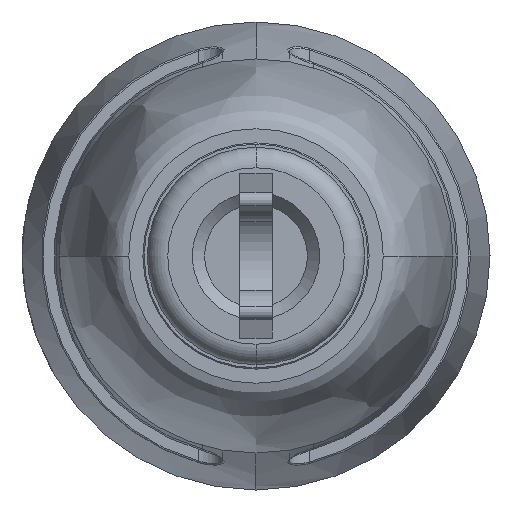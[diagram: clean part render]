
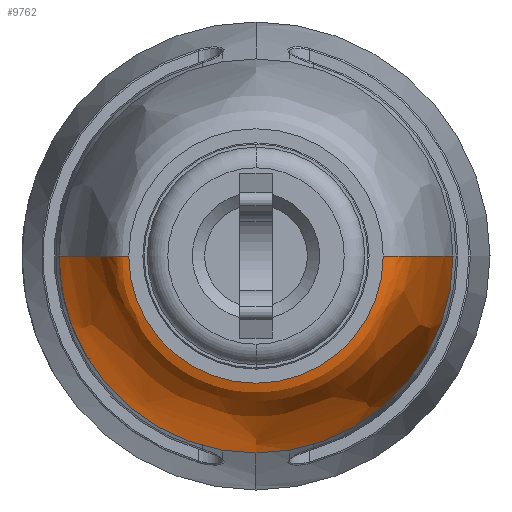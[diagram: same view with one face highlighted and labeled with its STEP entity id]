
A CAD part, left-side view. The second image highlights one B-rep face of the part: STEP entity #9762.
In plain terms, the highlighted free-form (B-spline) face has degree [3, 3] with [6, 4] control points.
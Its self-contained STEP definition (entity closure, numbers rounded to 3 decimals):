
#279 = CARTESIAN_POINT ( 'NONE',  ( 4.822, 3.71, 0. ) ) ;
#676 = CARTESIAN_POINT ( 'NONE',  ( 6.753, 4.294, 0. ) ) ;
#882 = ORIENTED_EDGE ( 'NONE', *, *, #5908, .T. ) ;
#1115 =( BOUNDED_SURFACE ( )  B_SPLINE_SURFACE ( 3, 3, ( 
 ( #18812, #18676, #27907, #31115 ),
 ( #41203, #15646, #28044, #41073 ),
 ( #28183, #31526, #28323, #2740 ),
 ( #34613, #5912, #40640, #9112 ),
 ( #21906, #22054, #3007, #8965 ),
 ( #37531, #31256, #15513, #8830 ) ),
 .UNSPECIFIED., .F., .F., .F. ) 
 B_SPLINE_SURFACE_WITH_KNOTS ( ( 4, 1, 1, 4 ),
 ( 4, 4 ),
 ( 0., 0.429, 0.529, 1. ),
 ( 0., 1. ),
 .UNSPECIFIED. ) 
 GEOMETRIC_REPRESENTATION_ITEM ( )  RATIONAL_B_SPLINE_SURFACE ( (
 ( 1., 0.333, 0.333, 1.),
 ( 1., 0.333, 0.333, 1.),
 ( 1., 0.333, 0.333, 1.),
 ( 1., 0.333, 0.333, 1.),
 ( 1., 0.333, 0.333, 1.),
 ( 1., 0.333, 0.333, 1.) ) ) 
 REPRESENTATION_ITEM ( '' )  SURFACE ( )  );
#1915 = CARTESIAN_POINT ( 'NONE',  ( 13.822, -4.8, 0. ) ) ;
#2314 = EDGE_CURVE ( 'NONE', #7120, #33811, #4591, .T. ) ;
#2487 = DIRECTION ( 'NONE',  ( 0., 0., 1. ) ) ;
#2740 = CARTESIAN_POINT ( 'NONE',  ( 10.153, -4.759, 0. ) ) ;
#3007 = CARTESIAN_POINT ( 'NONE',  ( 4.822, -3.71, -7.421 ) ) ;
#3494 = DIRECTION ( 'NONE',  ( -1., 0., 0. ) ) ;
#4591 = CIRCLE ( 'NONE', #33851, 4.8 ) ;
#5908 = EDGE_CURVE ( 'NONE', #14330, #26268, #27631, .T. ) ;
#5912 = CARTESIAN_POINT ( 'NONE',  ( 6.753, 4.294, -8.588 ) ) ;
#6237 = CARTESIAN_POINT ( 'NONE',  ( 4.822, -3.1, 0. ) ) ;
#6776 = CARTESIAN_POINT ( 'NONE',  ( 13.822, 4.8, 0. ) ) ;
#6961 = CARTESIAN_POINT ( 'NONE',  ( 13.822, 0., 0. ) ) ;
#7120 = VERTEX_POINT ( 'NONE', #18824 ) ;
#8432 = CARTESIAN_POINT ( 'NONE',  ( 4.822, -3.1, 0. ) ) ;
#8525 = EDGE_CURVE ( 'NONE', #7120, #30497, #31470, .T. ) ;
#8830 = CARTESIAN_POINT ( 'NONE',  ( 4.822, -3.1, 0. ) ) ;
#8965 = CARTESIAN_POINT ( 'NONE',  ( 4.822, -3.71, 0. ) ) ;
#9112 = CARTESIAN_POINT ( 'NONE',  ( 6.753, -4.294, 0. ) ) ;
#9474 = ORIENTED_EDGE ( 'NONE', *, *, #2314, .T. ) ;
#9685 = CARTESIAN_POINT ( 'NONE',  ( 4.822, 3.1, 0. ) ) ;
#9762 = ADVANCED_FACE ( 'NONE', ( #28106 ), #1115, .F. ) ;
#11649 = CARTESIAN_POINT ( 'NONE',  ( 4.822, -3.71, 0. ) ) ;
#11764 = CARTESIAN_POINT ( 'NONE',  ( 13.822, 0., -4.8 ) ) ;
#11941 = DIRECTION ( 'NONE',  ( -1., 0., 0. ) ) ;
#14330 = VERTEX_POINT ( 'NONE', #39179 ) ;
#15073 = AXIS2_PLACEMENT_3D ( 'NONE', #18298, #28222, #2487 ) ;
#15513 = CARTESIAN_POINT ( 'NONE',  ( 4.822, -3.1, -6.2 ) ) ;
#15646 = CARTESIAN_POINT ( 'NONE',  ( 13.398, 4.8, -9.6 ) ) ;
#15783 = CIRCLE ( 'NONE', #15073, 3.1 ) ;
#17556 = ORIENTED_EDGE ( 'NONE', *, *, #27300, .T. ) ;
#18298 = CARTESIAN_POINT ( 'NONE',  ( 4.822, 0., 0. ) ) ;
#18676 = CARTESIAN_POINT ( 'NONE',  ( 13.822, 4.8, -9.6 ) ) ;
#18812 = CARTESIAN_POINT ( 'NONE',  ( 13.822, 4.8, 0. ) ) ;
#18824 = CARTESIAN_POINT ( 'NONE',  ( 13.822, 4.8, 0. ) ) ;
#19121 = EDGE_CURVE ( 'NONE', #30497, #26268, #15783, .T. ) ;
#19277 = CARTESIAN_POINT ( 'NONE',  ( 13.398, 4.8, 0. ) ) ;
#21125 = CARTESIAN_POINT ( 'NONE',  ( 13.822, 0., 0. ) ) ;
#21855 = EDGE_LOOP ( 'NONE', ( #17556, #882, #22540, #37895, #9474 ) ) ;
#21906 = CARTESIAN_POINT ( 'NONE',  ( 4.822, 3.71, 0. ) ) ;
#22054 = CARTESIAN_POINT ( 'NONE',  ( 4.822, 3.71, -7.421 ) ) ;
#22540 = ORIENTED_EDGE ( 'NONE', *, *, #19121, .F. ) ;
#24716 = CARTESIAN_POINT ( 'NONE',  ( 6.753, -4.294, 0. ) ) ;
#26268 = VERTEX_POINT ( 'NONE', #6237 ) ;
#27300 = EDGE_CURVE ( 'NONE', #33811, #14330, #27306, .T. ) ;
#27306 = CIRCLE ( 'NONE', #29117, 4.8 ) ;
#27631 = B_SPLINE_CURVE_WITH_KNOTS ( 'NONE', 3,
 ( #1915, #37402, #31133, #24716, #11649, #8432 ),
 .UNSPECIFIED., .F., .F.,
 ( 4, 1, 1, 4 ),
 ( 0., 0.429, 0.529, 1. ),
 .UNSPECIFIED. ) ;
#27907 = CARTESIAN_POINT ( 'NONE',  ( 13.822, -4.8, -9.6 ) ) ;
#28044 = CARTESIAN_POINT ( 'NONE',  ( 13.398, -4.8, -9.6 ) ) ;
#28106 = FACE_OUTER_BOUND ( 'NONE', #21855, .T. ) ;
#28183 = CARTESIAN_POINT ( 'NONE',  ( 10.153, 4.759, 0. ) ) ;
#28222 = DIRECTION ( 'NONE',  ( -1., 0., 0. ) ) ;
#28323 = CARTESIAN_POINT ( 'NONE',  ( 10.153, -4.759, -9.518 ) ) ;
#29117 = AXIS2_PLACEMENT_3D ( 'NONE', #6961, #3494, #35358 ) ;
#29514 = CARTESIAN_POINT ( 'NONE',  ( 4.822, 3.1, 0. ) ) ;
#30497 = VERTEX_POINT ( 'NONE', #29514 ) ;
#31115 = CARTESIAN_POINT ( 'NONE',  ( 13.822, -4.8, 0. ) ) ;
#31133 = CARTESIAN_POINT ( 'NONE',  ( 10.153, -4.759, 0. ) ) ;
#31256 = CARTESIAN_POINT ( 'NONE',  ( 4.822, 3.1, -6.2 ) ) ;
#31470 = B_SPLINE_CURVE_WITH_KNOTS ( 'NONE', 3,
 ( #6776, #19277, #32271, #676, #279, #9685 ),
 .UNSPECIFIED., .F., .F.,
 ( 4, 1, 1, 4 ),
 ( 0., 0.429, 0.529, 1. ),
 .UNSPECIFIED. ) ;
#31526 = CARTESIAN_POINT ( 'NONE',  ( 10.153, 4.759, -9.518 ) ) ;
#32271 = CARTESIAN_POINT ( 'NONE',  ( 10.153, 4.759, 0. ) ) ;
#33811 = VERTEX_POINT ( 'NONE', #11764 ) ;
#33851 = AXIS2_PLACEMENT_3D ( 'NONE', #21125, #11941, #40121 ) ;
#34613 = CARTESIAN_POINT ( 'NONE',  ( 6.753, 4.294, 0. ) ) ;
#35358 = DIRECTION ( 'NONE',  ( 0., 0., 1. ) ) ;
#37402 = CARTESIAN_POINT ( 'NONE',  ( 13.398, -4.8, 0. ) ) ;
#37531 = CARTESIAN_POINT ( 'NONE',  ( 4.822, 3.1, 0. ) ) ;
#37895 = ORIENTED_EDGE ( 'NONE', *, *, #8525, .F. ) ;
#39179 = CARTESIAN_POINT ( 'NONE',  ( 13.822, -4.8, 0. ) ) ;
#40121 = DIRECTION ( 'NONE',  ( 0., 0., 1. ) ) ;
#40640 = CARTESIAN_POINT ( 'NONE',  ( 6.753, -4.294, -8.588 ) ) ;
#41073 = CARTESIAN_POINT ( 'NONE',  ( 13.398, -4.8, 0. ) ) ;
#41203 = CARTESIAN_POINT ( 'NONE',  ( 13.398, 4.8, 0. ) ) ;
